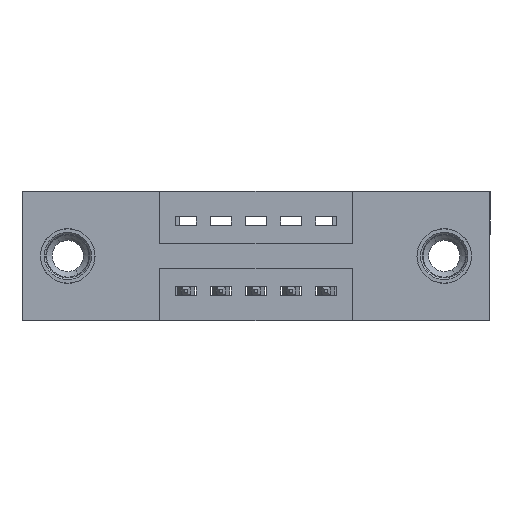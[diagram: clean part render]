
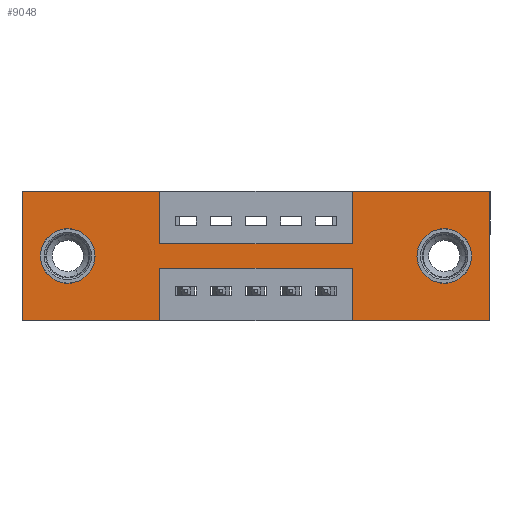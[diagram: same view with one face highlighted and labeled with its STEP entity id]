
A CAD part, front view. The second image highlights one B-rep face of the part: STEP entity #9048.
In plain terms, the highlighted planar face has unit normal (0, -1, 0).
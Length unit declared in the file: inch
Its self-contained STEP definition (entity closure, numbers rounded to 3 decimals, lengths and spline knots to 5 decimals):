
#18 = VECTOR ( 'NONE', #4208, 39.37008 ) ;
#353 = EDGE_CURVE ( 'NONE', #3008, #6271, #12200, .T. ) ;
#438 = DIRECTION ( 'NONE',  ( 0., 0., 1. ) ) ;
#554 = LINE ( 'NONE', #8380, #12976 ) ;
#765 = AXIS2_PLACEMENT_3D ( 'NONE', #5722, #9854, #12905 ) ;
#842 = VERTEX_POINT ( 'NONE', #10915 ) ;
#1251 = ORIENTED_EDGE ( 'NONE', *, *, #1733, .F. ) ;
#1287 = DIRECTION ( 'NONE',  ( 1., 0., 0. ) ) ;
#1291 = EDGE_CURVE ( 'NONE', #7043, #9839, #12174, .T. ) ;
#1427 = CARTESIAN_POINT ( 'NONE',  ( 0.9425, 0., -0.15 ) ) ;
#1456 = CARTESIAN_POINT ( 'NONE',  ( 0.3925, 0., -0.22 ) ) ;
#1504 = FACE_BOUND ( 'NONE', #4751, .T. ) ;
#1609 = CARTESIAN_POINT ( 'NONE',  ( 0.13, 0., -0.107 ) ) ;
#1699 = VECTOR ( 'NONE', #11909, 39.37008 ) ;
#1733 = EDGE_CURVE ( 'NONE', #9839, #6248, #10180, .T. ) ;
#1758 = DIRECTION ( 'NONE',  ( 0., 1., 0. ) ) ;
#1894 = EDGE_CURVE ( 'NONE', #8766, #13467, #554, .T. ) ;
#1900 = CARTESIAN_POINT ( 'NONE',  ( 0.3925, 0., -0.15 ) ) ;
#1934 = DIRECTION ( 'NONE',  ( -1., 0., 0. ) ) ;
#2305 = AXIS2_PLACEMENT_3D ( 'NONE', #8095, #6055, #2914 ) ;
#2492 = DIRECTION ( 'NONE',  ( -1., 0., 0. ) ) ;
#2637 = PLANE ( 'NONE',  #10579 ) ;
#2678 = EDGE_CURVE ( 'NONE', #7230, #5901, #12133, .T. ) ;
#2866 = ORIENTED_EDGE ( 'NONE', *, *, #6934, .F. ) ;
#2914 = DIRECTION ( 'NONE',  ( 0., 0., -1. ) ) ;
#3008 = VERTEX_POINT ( 'NONE', #10223 ) ;
#3289 = CARTESIAN_POINT ( 'NONE',  ( 0., 0., 0. ) ) ;
#3413 = CARTESIAN_POINT ( 'NONE',  ( 1.335, 0., -0.37 ) ) ;
#3683 = DIRECTION ( 'NONE',  ( 0., 0., -1. ) ) ;
#3783 = CIRCLE ( 'NONE', #2305, 0.078 ) ;
#3809 = LINE ( 'NONE', #9336, #12469 ) ;
#4128 = DIRECTION ( 'NONE',  ( 0., 0., -1. ) ) ;
#4129 = ORIENTED_EDGE ( 'NONE', *, *, #7548, .F. ) ;
#4149 = EDGE_LOOP ( 'NONE', ( #10184, #11258 ) ) ;
#4208 = DIRECTION ( 'NONE',  ( 0., 0., 1. ) ) ;
#4260 = CARTESIAN_POINT ( 'NONE',  ( 0.3925, 0., -0.37 ) ) ;
#4360 = CARTESIAN_POINT ( 'NONE',  ( 0., 0., 0. ) ) ;
#4543 = CARTESIAN_POINT ( 'NONE',  ( 0.9425, 0., -0.37 ) ) ;
#4676 = EDGE_CURVE ( 'NONE', #5901, #7316, #9768, .T. ) ;
#4751 = EDGE_LOOP ( 'NONE', ( #11953, #7957 ) ) ;
#4782 = CARTESIAN_POINT ( 'NONE',  ( 0.9425, 0., 0. ) ) ;
#5039 = VECTOR ( 'NONE', #6071, 39.37008 ) ;
#5067 = CARTESIAN_POINT ( 'NONE',  ( 0.9425, 0., -0.22 ) ) ;
#5593 = ORIENTED_EDGE ( 'NONE', *, *, #10542, .F. ) ;
#5722 = CARTESIAN_POINT ( 'NONE',  ( 0.13, 0., -0.185 ) ) ;
#5817 = DIRECTION ( 'NONE',  ( 0., -1., 0. ) ) ;
#5901 = VERTEX_POINT ( 'NONE', #9941 ) ;
#6055 = DIRECTION ( 'NONE',  ( 0., 1., 0. ) ) ;
#6070 = EDGE_CURVE ( 'NONE', #842, #8766, #11711, .T. ) ;
#6071 = DIRECTION ( 'NONE',  ( 0., 0., -1. ) ) ;
#6248 = VERTEX_POINT ( 'NONE', #12126 ) ;
#6271 = VERTEX_POINT ( 'NONE', #7416 ) ;
#6279 = CARTESIAN_POINT ( 'NONE',  ( 0.9425, 0., -0.37 ) ) ;
#6285 = DIRECTION ( 'NONE',  ( 1., 0., 0. ) ) ;
#6372 = VECTOR ( 'NONE', #4128, 39.37008 ) ;
#6437 = EDGE_CURVE ( 'NONE', #11704, #13485, #12695, .T. ) ;
#6565 = VECTOR ( 'NONE', #1287, 39.37008 ) ;
#6720 = CARTESIAN_POINT ( 'NONE',  ( 0., 0., -0.37 ) ) ;
#6934 = EDGE_CURVE ( 'NONE', #13467, #7230, #13483, .T. ) ;
#7043 = VERTEX_POINT ( 'NONE', #6279 ) ;
#7077 = CARTESIAN_POINT ( 'NONE',  ( 1.205, 0., -0.263 ) ) ;
#7230 = VERTEX_POINT ( 'NONE', #9399 ) ;
#7316 = VERTEX_POINT ( 'NONE', #3413 ) ;
#7362 = ORIENTED_EDGE ( 'NONE', *, *, #353, .F. ) ;
#7416 = CARTESIAN_POINT ( 'NONE',  ( 0., 0., -0.37 ) ) ;
#7426 = LINE ( 'NONE', #9133, #8396 ) ;
#7513 = LINE ( 'NONE', #4260, #6372 ) ;
#7548 = EDGE_CURVE ( 'NONE', #7316, #7043, #7426, .T. ) ;
#7699 = CIRCLE ( 'NONE', #9594, 0.078 ) ;
#7957 = ORIENTED_EDGE ( 'NONE', *, *, #6437, .T. ) ;
#8002 = CARTESIAN_POINT ( 'NONE',  ( 0., 0., 0. ) ) ;
#8046 = CARTESIAN_POINT ( 'NONE',  ( 0.13, 0., -0.185 ) ) ;
#8095 = CARTESIAN_POINT ( 'NONE',  ( 1.205, 0., -0.185 ) ) ;
#8380 = CARTESIAN_POINT ( 'NONE',  ( 0.3925, 0., -0.15 ) ) ;
#8396 = VECTOR ( 'NONE', #1934, 39.37008 ) ;
#8409 = ORIENTED_EDGE ( 'NONE', *, *, #8515, .F. ) ;
#8469 = DIRECTION ( 'NONE',  ( 1., 0., 0. ) ) ;
#8515 = EDGE_CURVE ( 'NONE', #13056, #842, #3809, .T. ) ;
#8766 = VERTEX_POINT ( 'NONE', #1900 ) ;
#8804 = CIRCLE ( 'NONE', #11719, 0.078 ) ;
#8981 = ORIENTED_EDGE ( 'NONE', *, *, #6070, .F. ) ;
#9048 = ADVANCED_FACE ( 'NONE', ( #12958, #1504, #12789 ), #2637, .T. ) ;
#9066 = EDGE_CURVE ( 'NONE', #13485, #11704, #7699, .T. ) ;
#9133 = CARTESIAN_POINT ( 'NONE',  ( 0., 0., -0.37 ) ) ;
#9336 = CARTESIAN_POINT ( 'NONE',  ( 0., 0., 0. ) ) ;
#9349 = DIRECTION ( 'NONE',  ( 0., 0., -1. ) ) ;
#9399 = CARTESIAN_POINT ( 'NONE',  ( 0.9425, 0., 0. ) ) ;
#9533 = ORIENTED_EDGE ( 'NONE', *, *, #1894, .F. ) ;
#9594 = AXIS2_PLACEMENT_3D ( 'NONE', #8046, #1758, #11224 ) ;
#9768 = LINE ( 'NONE', #12409, #5039 ) ;
#9839 = VERTEX_POINT ( 'NONE', #5067 ) ;
#9854 = DIRECTION ( 'NONE',  ( 0., 1., 0. ) ) ;
#9860 = CARTESIAN_POINT ( 'NONE',  ( 0., 0., -0.37 ) ) ;
#9901 = CARTESIAN_POINT ( 'NONE',  ( 0.3925, 0., 0. ) ) ;
#9941 = CARTESIAN_POINT ( 'NONE',  ( 1.335, 0., 0. ) ) ;
#9999 = EDGE_CURVE ( 'NONE', #6248, #3008, #7513, .T. ) ;
#10180 = LINE ( 'NONE', #1456, #1699 ) ;
#10184 = ORIENTED_EDGE ( 'NONE', *, *, #11172, .T. ) ;
#10223 = CARTESIAN_POINT ( 'NONE',  ( 0.3925, 0., -0.37 ) ) ;
#10232 = VECTOR ( 'NONE', #3683, 39.37008 ) ;
#10353 = VECTOR ( 'NONE', #438, 39.37008 ) ;
#10421 = CARTESIAN_POINT ( 'NONE',  ( 1.205, 0., -0.185 ) ) ;
#10453 = EDGE_CURVE ( 'NONE', #10989, #12847, #3783, .T. ) ;
#10542 = EDGE_CURVE ( 'NONE', #6271, #13056, #10788, .T. ) ;
#10566 = VECTOR ( 'NONE', #2492, 39.37008 ) ;
#10579 = AXIS2_PLACEMENT_3D ( 'NONE', #9860, #5817, #11015 ) ;
#10788 = LINE ( 'NONE', #3289, #18 ) ;
#10806 = ORIENTED_EDGE ( 'NONE', *, *, #1291, .F. ) ;
#10915 = CARTESIAN_POINT ( 'NONE',  ( 0.3925, 0., 0. ) ) ;
#10989 = VERTEX_POINT ( 'NONE', #7077 ) ;
#11015 = DIRECTION ( 'NONE',  ( 0., 0., -1. ) ) ;
#11026 = DIRECTION ( 'NONE',  ( 0., 0., 1. ) ) ;
#11172 = EDGE_CURVE ( 'NONE', #12847, #10989, #8804, .T. ) ;
#11224 = DIRECTION ( 'NONE',  ( 0., 0., 1. ) ) ;
#11258 = ORIENTED_EDGE ( 'NONE', *, *, #10453, .T. ) ;
#11640 = ORIENTED_EDGE ( 'NONE', *, *, #2678, .F. ) ;
#11704 = VERTEX_POINT ( 'NONE', #12857 ) ;
#11711 = LINE ( 'NONE', #9901, #10232 ) ;
#11719 = AXIS2_PLACEMENT_3D ( 'NONE', #10421, #12391, #9349 ) ;
#11894 = CARTESIAN_POINT ( 'NONE',  ( 1.205, 0., -0.107 ) ) ;
#11909 = DIRECTION ( 'NONE',  ( -1., 0., 0. ) ) ;
#11953 = ORIENTED_EDGE ( 'NONE', *, *, #9066, .T. ) ;
#12126 = CARTESIAN_POINT ( 'NONE',  ( 0.3925, 0., -0.22 ) ) ;
#12133 = LINE ( 'NONE', #4360, #6565 ) ;
#12148 = ORIENTED_EDGE ( 'NONE', *, *, #9999, .F. ) ;
#12174 = LINE ( 'NONE', #4543, #10353 ) ;
#12180 = VECTOR ( 'NONE', #11026, 39.37008 ) ;
#12200 = LINE ( 'NONE', #6720, #10566 ) ;
#12365 = EDGE_LOOP ( 'NONE', ( #12148, #1251, #10806, #4129, #12463, #11640, #2866, #9533, #8981, #8409, #5593, #7362 ) ) ;
#12391 = DIRECTION ( 'NONE',  ( 0., 1., 0. ) ) ;
#12409 = CARTESIAN_POINT ( 'NONE',  ( 1.335, 0., 0. ) ) ;
#12463 = ORIENTED_EDGE ( 'NONE', *, *, #4676, .F. ) ;
#12469 = VECTOR ( 'NONE', #6285, 39.37008 ) ;
#12695 = CIRCLE ( 'NONE', #765, 0.078 ) ;
#12789 = FACE_OUTER_BOUND ( 'NONE', #12365, .T. ) ;
#12847 = VERTEX_POINT ( 'NONE', #11894 ) ;
#12857 = CARTESIAN_POINT ( 'NONE',  ( 0.13, 0., -0.263 ) ) ;
#12905 = DIRECTION ( 'NONE',  ( 0., 0., 1. ) ) ;
#12958 = FACE_BOUND ( 'NONE', #4149, .T. ) ;
#12976 = VECTOR ( 'NONE', #8469, 39.37008 ) ;
#13056 = VERTEX_POINT ( 'NONE', #8002 ) ;
#13467 = VERTEX_POINT ( 'NONE', #1427 ) ;
#13483 = LINE ( 'NONE', #4782, #12180 ) ;
#13485 = VERTEX_POINT ( 'NONE', #1609 ) ;
